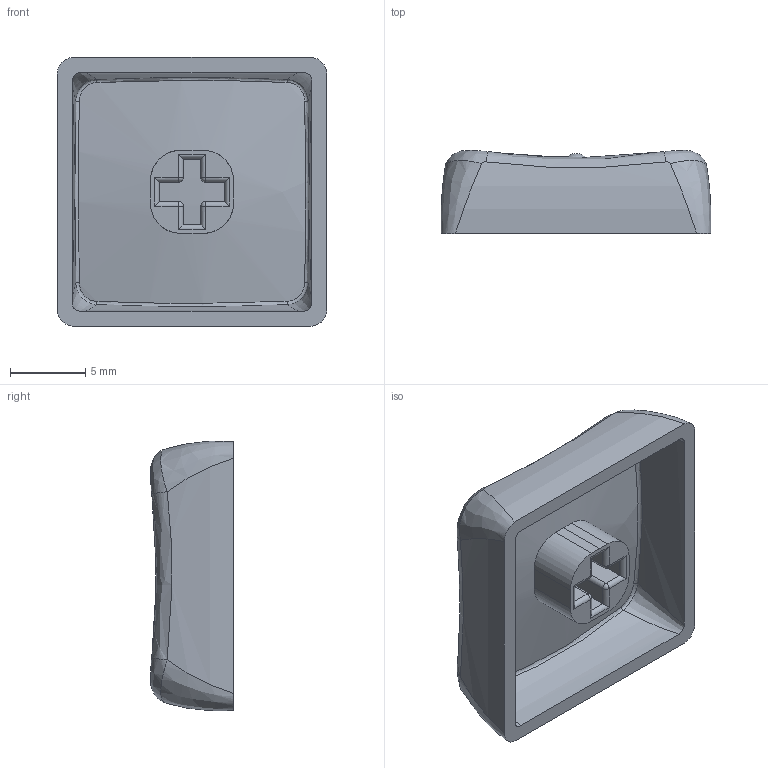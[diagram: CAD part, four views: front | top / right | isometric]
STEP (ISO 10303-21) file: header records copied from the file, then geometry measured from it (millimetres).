
FILE_DESCRIPTION(/* description */ (''),/* implementation_level */ '2;1');
FILE_NAME(/* name */ 'MX-homing-bump-bottom.step',/* time_stamp */ '2022-10-28T22:55:39+03:00',/* author */ (''),/* organization */ (''),/* preprocessor_version */ 'ST-DEVELOPER v19.2',/* originating_system */ 'Autodesk Translation Framework v11.17.0.187',/* authorisation */ '');
FILE_SCHEMA (('AUTOMOTIVE_DESIGN { 1 0 10303 214 3 1 1 }'));
Length unit declared in the file: millimetre
Products named in the file (1): MX-homing-bump-bottom
Bounding box: 17.89 x 5.48 x 17.87 mm (x, y, z)
Volume: 653.5 mm3; surface area: 1282.3 mm2
Topology: 2 solids, 2 shells, 83 faces, 194 edges, 119 vertices
Faces by surface type: bspline 30, cylinder 28, plane 20, sphere 5
Entity records: 4128 total; most frequent: CARTESIAN_POINT 2409, ORIENTED_EDGE 388, DIRECTION 278, EDGE_CURVE 194, VERTEX_POINT 119, AXIS2_PLACEMENT_3D 107, EDGE_LOOP 87, FACE_OUTER_BOUND 83
